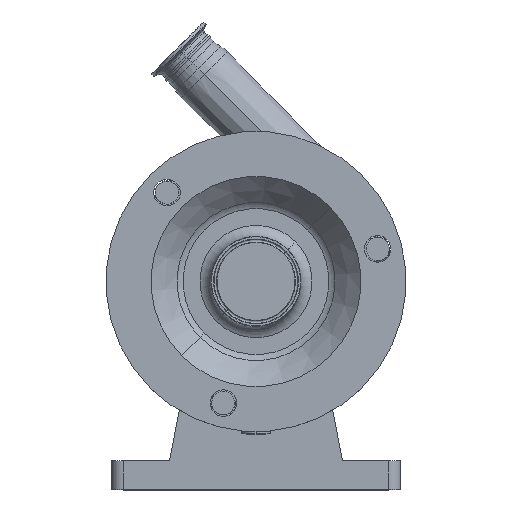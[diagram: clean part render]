
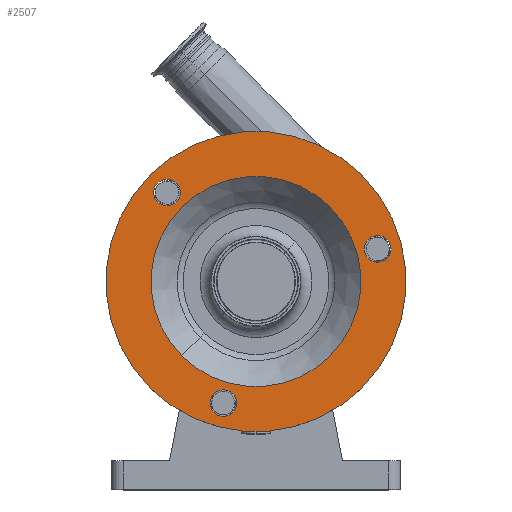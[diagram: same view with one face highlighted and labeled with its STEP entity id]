
A CAD part, top view. The second image highlights one B-rep face of the part: STEP entity #2507.
In plain terms, the highlighted planar face has unit normal (0, 0, 1).
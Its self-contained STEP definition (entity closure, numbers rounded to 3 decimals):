
#2378 = ORIENTED_EDGE ( 'NONE', *, *, #2496, .F. ) ;
#2379 = ORIENTED_EDGE ( 'NONE', *, *, #14798, .F. ) ;
#2380 = ORIENTED_EDGE ( 'NONE', *, *, #2540, .F. ) ;
#2381 = ORIENTED_EDGE ( 'NONE', *, *, #2404, .T. ) ;
#2383 = ORIENTED_EDGE ( 'NONE', *, *, #15204, .F. ) ;
#2384 = ORIENTED_EDGE ( 'NONE', *, *, #14890, .T. ) ;
#2385 = EDGE_LOOP ( 'NONE', ( #2380, #2508 ) ) ;
#2404 = EDGE_CURVE ( 'NONE', #14912, #15103, #25488, .T. ) ;
#2476 = EDGE_LOOP ( 'NONE', ( #2481, #2485 ) ) ;
#2477 = ORIENTED_EDGE ( 'NONE', *, *, #2503, .F. ) ;
#2480 = EDGE_LOOP ( 'NONE', ( #2384, #2381 ) ) ;
#2481 = ORIENTED_EDGE ( 'NONE', *, *, #2483, .F. ) ;
#2483 = EDGE_CURVE ( 'NONE', #19889, #19724, #25693, .T. ) ;
#2485 = ORIENTED_EDGE ( 'NONE', *, *, #19732, .F. ) ;
#2493 = EDGE_LOOP ( 'NONE', ( #2477, #2379 ) ) ;
#2496 = EDGE_CURVE ( 'NONE', #14853, #14804, #25738, .T. ) ;
#2503 = EDGE_CURVE ( 'NONE', #14803, #14781, #25901, .T. ) ;
#2505 = EDGE_LOOP ( 'NONE', ( #2378, #2383 ) ) ;
#2507 = ADVANCED_FACE ( 'NONE', ( #25895, #25898, #25896, #25889, #25902 ), #25904, .F. ) ;
#2508 = ORIENTED_EDGE ( 'NONE', *, *, #14867, .F. ) ;
#2540 = EDGE_CURVE ( 'NONE', #14861, #15183, #26102, .T. ) ;
#4225 = AXIS2_PLACEMENT_3D ( 'NONE', #4272, #4342, #4341 ) ;
#4252 = CARTESIAN_POINT ( 'NONE',  ( -64.347, -64.347, 218.5 ) ) ;
#4267 = CIRCLE ( 'NONE', #4225, 91. ) ;
#4272 = CARTESIAN_POINT ( 'NONE',  ( 0., 0., 218.5 ) ) ;
#4332 = CARTESIAN_POINT ( 'NONE',  ( 64.347, 64.347, 218.5 ) ) ;
#4341 = DIRECTION ( 'NONE',  ( 0.707, 0.707, 0. ) ) ;
#4342 = DIRECTION ( 'NONE',  ( 0., 0., 1. ) ) ;
#14781 = VERTEX_POINT ( 'NONE', #15983 ) ;
#14798 = EDGE_CURVE ( 'NONE', #14781, #14803, #16013, .T. ) ;
#14803 = VERTEX_POINT ( 'NONE', #15994 ) ;
#14804 = VERTEX_POINT ( 'NONE', #16000 ) ;
#14853 = VERTEX_POINT ( 'NONE', #16137 ) ;
#14861 = VERTEX_POINT ( 'NONE', #16113 ) ;
#14867 = EDGE_CURVE ( 'NONE', #15183, #14861, #16162, .T. ) ;
#14890 = EDGE_CURVE ( 'NONE', #15103, #14912, #16149, .T. ) ;
#14912 = VERTEX_POINT ( 'NONE', #16203 ) ;
#15103 = VERTEX_POINT ( 'NONE', #16166 ) ;
#15183 = VERTEX_POINT ( 'NONE', #16200 ) ;
#15204 = EDGE_CURVE ( 'NONE', #14804, #14853, #16220, .T. ) ;
#15957 = CARTESIAN_POINT ( 'NONE',  ( 105.286, 28.211, 218.5 ) ) ;
#15962 = AXIS2_PLACEMENT_3D ( 'NONE', #15957, #15996, #15995 ) ;
#15983 = CARTESIAN_POINT ( 'NONE',  ( 102.309, 39.319, 218.5 ) ) ;
#15994 = CARTESIAN_POINT ( 'NONE',  ( 108.262, 17.103, 218.5 ) ) ;
#15995 = DIRECTION ( 'NONE',  ( 0.259, -0.966, 0. ) ) ;
#15996 = DIRECTION ( 'NONE',  ( 0., 0., 1. ) ) ;
#16000 = CARTESIAN_POINT ( 'NONE',  ( -17.103, -108.262, 218.5 ) ) ;
#16013 = CIRCLE ( 'NONE', #15962, 11.5 ) ;
#16113 = CARTESIAN_POINT ( 'NONE',  ( -68.943, 85.206, 218.5 ) ) ;
#16125 = AXIS2_PLACEMENT_3D ( 'NONE', #16157, #16156, #16155 ) ;
#16137 = CARTESIAN_POINT ( 'NONE',  ( -39.319, -102.309, 218.5 ) ) ;
#16144 = DIRECTION ( 'NONE',  ( 0., 0., 1. ) ) ;
#16148 = CARTESIAN_POINT ( 'NONE',  ( 0., 0., 218.5 ) ) ;
#16149 = CIRCLE ( 'NONE', #16202, 130. ) ;
#16155 = DIRECTION ( 'NONE',  ( 0.707, 0.707, 0. ) ) ;
#16156 = DIRECTION ( 'NONE',  ( 0., 0., 1. ) ) ;
#16157 = CARTESIAN_POINT ( 'NONE',  ( -77.075, 77.075, 218.5 ) ) ;
#16162 = CIRCLE ( 'NONE', #16125, 11.5 ) ;
#16166 = CARTESIAN_POINT ( 'NONE',  ( 91.924, 91.924, 218.5 ) ) ;
#16200 = CARTESIAN_POINT ( 'NONE',  ( -85.206, 68.943, 218.5 ) ) ;
#16201 = DIRECTION ( 'NONE',  ( 0.707, 0.707, 0. ) ) ;
#16202 = AXIS2_PLACEMENT_3D ( 'NONE', #16148, #16144, #16201 ) ;
#16203 = CARTESIAN_POINT ( 'NONE',  ( -91.924, -91.924, 218.5 ) ) ;
#16205 = AXIS2_PLACEMENT_3D ( 'NONE', #16229, #16213, #16272 ) ;
#16213 = DIRECTION ( 'NONE',  ( 0., 0., 1. ) ) ;
#16220 = CIRCLE ( 'NONE', #16205, 11.5 ) ;
#16229 = CARTESIAN_POINT ( 'NONE',  ( -28.211, -105.286, 218.5 ) ) ;
#16272 = DIRECTION ( 'NONE',  ( -0.966, 0.259, 0. ) ) ;
#19724 = VERTEX_POINT ( 'NONE', #4252 ) ;
#19732 = EDGE_CURVE ( 'NONE', #19724, #19889, #4267, .T. ) ;
#19889 = VERTEX_POINT ( 'NONE', #4332 ) ;
#25478 = DIRECTION ( 'NONE',  ( 0.707, 0.707, 0. ) ) ;
#25479 = DIRECTION ( 'NONE',  ( 0., 0., 1. ) ) ;
#25480 = CARTESIAN_POINT ( 'NONE',  ( 0., 0., 218.5 ) ) ;
#25481 = AXIS2_PLACEMENT_3D ( 'NONE', #25480, #25479, #25478 ) ;
#25488 = CIRCLE ( 'NONE', #25481, 130. ) ;
#25684 = DIRECTION ( 'NONE',  ( 0.707, 0.707, 0. ) ) ;
#25685 = DIRECTION ( 'NONE',  ( 0., 0., 1. ) ) ;
#25686 = CARTESIAN_POINT ( 'NONE',  ( 0., 0., 218.5 ) ) ;
#25692 = AXIS2_PLACEMENT_3D ( 'NONE', #25686, #25685, #25684 ) ;
#25693 = CIRCLE ( 'NONE', #25692, 91. ) ;
#25717 = DIRECTION ( 'NONE',  ( -0.966, 0.259, 0. ) ) ;
#25727 = AXIS2_PLACEMENT_3D ( 'NONE', #25739, #25733, #25717 ) ;
#25733 = DIRECTION ( 'NONE',  ( 0., 0., 1. ) ) ;
#25738 = CIRCLE ( 'NONE', #25727, 11.5 ) ;
#25739 = CARTESIAN_POINT ( 'NONE',  ( -28.211, -105.286, 218.5 ) ) ;
#25882 = DIRECTION ( 'NONE',  ( -0.707, -0.707, 0. ) ) ;
#25883 = DIRECTION ( 'NONE',  ( 0., 0., -1. ) ) ;
#25889 = FACE_OUTER_BOUND ( 'NONE', #2480, .T. ) ;
#25890 = DIRECTION ( 'NONE',  ( 0.259, -0.966, 0. ) ) ;
#25891 = DIRECTION ( 'NONE',  ( 0., 0., 1. ) ) ;
#25892 = CARTESIAN_POINT ( 'NONE',  ( 105.286, 28.211, 218.5 ) ) ;
#25893 = AXIS2_PLACEMENT_3D ( 'NONE', #25892, #25891, #25890 ) ;
#25895 = FACE_BOUND ( 'NONE', #2493, .T. ) ;
#25896 = FACE_BOUND ( 'NONE', #2385, .T. ) ;
#25897 = AXIS2_PLACEMENT_3D ( 'NONE', #25899, #25883, #25882 ) ;
#25898 = FACE_BOUND ( 'NONE', #2505, .T. ) ;
#25899 = CARTESIAN_POINT ( 'NONE',  ( -27.577, 27.577, 218.5 ) ) ;
#25901 = CIRCLE ( 'NONE', #25893, 11.5 ) ;
#25902 = FACE_BOUND ( 'NONE', #2476, .T. ) ;
#25904 = PLANE ( 'NONE',  #25897 ) ;
#26084 = DIRECTION ( 'NONE',  ( 0.707, 0.707, 0. ) ) ;
#26085 = DIRECTION ( 'NONE',  ( 0., 0., 1. ) ) ;
#26086 = CARTESIAN_POINT ( 'NONE',  ( -77.075, 77.075, 218.5 ) ) ;
#26087 = AXIS2_PLACEMENT_3D ( 'NONE', #26086, #26085, #26084 ) ;
#26102 = CIRCLE ( 'NONE', #26087, 11.5 ) ;
